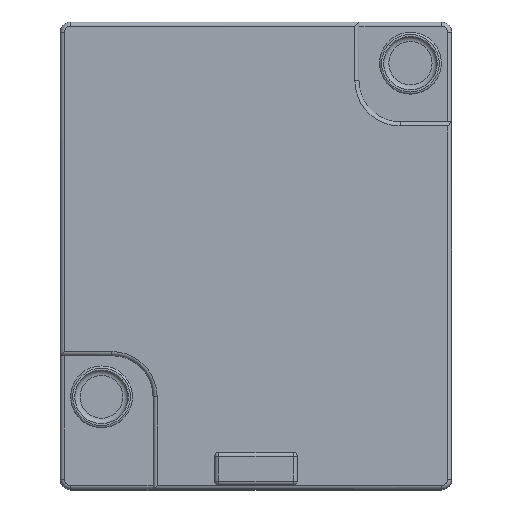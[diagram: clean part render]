
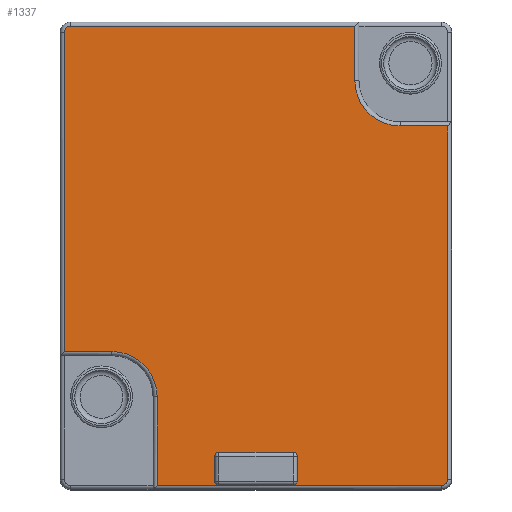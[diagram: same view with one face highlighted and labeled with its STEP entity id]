
A CAD part, top view. The second image highlights one B-rep face of the part: STEP entity #1337.
In plain terms, the highlighted planar face has unit normal (0, 0, 1).
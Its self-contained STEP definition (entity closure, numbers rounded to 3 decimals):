
#1079 = VERTEX_POINT('',#1080);
#1080 = CARTESIAN_POINT('',(-4.5,4.75,7.));
#1089 = VERTEX_POINT('',#1090);
#1090 = CARTESIAN_POINT('',(2.4,4.75,7.));
#1097 = EDGE_CURVE('',#1079,#1089,#1098,.T.);
#1098 = LINE('',#1099,#1100);
#1099 = CARTESIAN_POINT('',(-4.5,4.75,7.));
#1100 = VECTOR('',#1101,1.);
#1101 = DIRECTION('',(1.,0.,0.));
#1244 = VERTEX_POINT('',#1245);
#1245 = CARTESIAN_POINT('',(-4.65,4.6,7.));
#1252 = EDGE_CURVE('',#1244,#1079,#1253,.T.);
#1253 = CIRCLE('',#1254,0.15);
#1254 = AXIS2_PLACEMENT_3D('',#1255,#1256,#1257);
#1255 = CARTESIAN_POINT('',(-4.5,4.6,7.));
#1256 = DIRECTION('',(0.,0.,-1.));
#1257 = DIRECTION('',(-1.,0.,0.));
#1337 = ADVANCED_FACE('',(#1338),#1423,.F.);
#1338 = FACE_BOUND('',#1339,.F.);
#1339 = EDGE_LOOP('',(#1340,#1350,#1359,#1367,#1375,#1384,#1392,#1398,
    #1399,#1400,#1408,#1417));
#1340 = ORIENTED_EDGE('',*,*,#1341,.T.);
#1341 = EDGE_CURVE('',#1342,#1344,#1346,.T.);
#1342 = VERTEX_POINT('',#1343);
#1343 = CARTESIAN_POINT('',(4.65,2.325,7.));
#1344 = VERTEX_POINT('',#1345);
#1345 = CARTESIAN_POINT('',(4.65,-6.25,7.));
#1346 = LINE('',#1347,#1348);
#1347 = CARTESIAN_POINT('',(4.65,2.425,7.));
#1348 = VECTOR('',#1349,1.);
#1349 = DIRECTION('',(0.,-1.,0.));
#1350 = ORIENTED_EDGE('',*,*,#1351,.T.);
#1351 = EDGE_CURVE('',#1344,#1352,#1354,.T.);
#1352 = VERTEX_POINT('',#1353);
#1353 = CARTESIAN_POINT('',(4.5,-6.4,7.));
#1354 = CIRCLE('',#1355,0.15);
#1355 = AXIS2_PLACEMENT_3D('',#1356,#1357,#1358);
#1356 = CARTESIAN_POINT('',(4.5,-6.25,7.));
#1357 = DIRECTION('',(0.,0.,-1.));
#1358 = DIRECTION('',(1.,0.,0.));
#1359 = ORIENTED_EDGE('',*,*,#1360,.T.);
#1360 = EDGE_CURVE('',#1352,#1361,#1363,.T.);
#1361 = VERTEX_POINT('',#1362);
#1362 = CARTESIAN_POINT('',(-2.4,-6.4,7.));
#1363 = LINE('',#1364,#1365);
#1364 = CARTESIAN_POINT('',(4.5,-6.4,7.));
#1365 = VECTOR('',#1366,1.);
#1366 = DIRECTION('',(-1.,0.,0.));
#1367 = ORIENTED_EDGE('',*,*,#1368,.T.);
#1368 = EDGE_CURVE('',#1361,#1369,#1371,.T.);
#1369 = VERTEX_POINT('',#1370);
#1370 = CARTESIAN_POINT('',(-2.4,-4.25,7.));
#1371 = LINE('',#1372,#1373);
#1372 = CARTESIAN_POINT('',(-2.4,-6.5,7.));
#1373 = VECTOR('',#1374,1.);
#1374 = DIRECTION('',(0.,1.,0.));
#1375 = ORIENTED_EDGE('',*,*,#1376,.T.);
#1376 = EDGE_CURVE('',#1369,#1377,#1379,.T.);
#1377 = VERTEX_POINT('',#1378);
#1378 = CARTESIAN_POINT('',(-3.5,-3.15,7.));
#1379 = CIRCLE('',#1380,1.1);
#1380 = AXIS2_PLACEMENT_3D('',#1381,#1382,#1383);
#1381 = CARTESIAN_POINT('',(-3.5,-4.25,7.));
#1382 = DIRECTION('',(0.,0.,1.));
#1383 = DIRECTION('',(1.,0.,-0.));
#1384 = ORIENTED_EDGE('',*,*,#1385,.T.);
#1385 = EDGE_CURVE('',#1377,#1386,#1388,.T.);
#1386 = VERTEX_POINT('',#1387);
#1387 = CARTESIAN_POINT('',(-4.65,-3.15,7.));
#1388 = LINE('',#1389,#1390);
#1389 = CARTESIAN_POINT('',(-3.5,-3.15,7.));
#1390 = VECTOR('',#1391,1.);
#1391 = DIRECTION('',(-1.,0.,0.));
#1392 = ORIENTED_EDGE('',*,*,#1393,.T.);
#1393 = EDGE_CURVE('',#1386,#1244,#1394,.T.);
#1394 = LINE('',#1395,#1396);
#1395 = CARTESIAN_POINT('',(-4.65,-3.25,7.));
#1396 = VECTOR('',#1397,1.);
#1397 = DIRECTION('',(0.,1.,0.));
#1398 = ORIENTED_EDGE('',*,*,#1252,.T.);
#1399 = ORIENTED_EDGE('',*,*,#1097,.T.);
#1400 = ORIENTED_EDGE('',*,*,#1401,.T.);
#1401 = EDGE_CURVE('',#1089,#1402,#1404,.T.);
#1402 = VERTEX_POINT('',#1403);
#1403 = CARTESIAN_POINT('',(2.4,3.425,7.));
#1404 = LINE('',#1405,#1406);
#1405 = CARTESIAN_POINT('',(2.4,4.85,7.));
#1406 = VECTOR('',#1407,1.);
#1407 = DIRECTION('',(0.,-1.,0.));
#1408 = ORIENTED_EDGE('',*,*,#1409,.T.);
#1409 = EDGE_CURVE('',#1402,#1410,#1412,.T.);
#1410 = VERTEX_POINT('',#1411);
#1411 = CARTESIAN_POINT('',(3.5,2.325,7.));
#1412 = CIRCLE('',#1413,1.1);
#1413 = AXIS2_PLACEMENT_3D('',#1414,#1415,#1416);
#1414 = CARTESIAN_POINT('',(3.5,3.425,7.));
#1415 = DIRECTION('',(0.,0.,1.));
#1416 = DIRECTION('',(-1.,0.,0.));
#1417 = ORIENTED_EDGE('',*,*,#1418,.T.);
#1418 = EDGE_CURVE('',#1410,#1342,#1419,.T.);
#1419 = LINE('',#1420,#1421);
#1420 = CARTESIAN_POINT('',(3.5,2.325,7.));
#1421 = VECTOR('',#1422,1.);
#1422 = DIRECTION('',(1.,0.,0.));
#1423 = PLANE('',#1424);
#1424 = AXIS2_PLACEMENT_3D('',#1425,#1426,#1427);
#1425 = CARTESIAN_POINT('',(0.,-0.825,7.));
#1426 = DIRECTION('',(-0.,-0.,-1.));
#1427 = DIRECTION('',(-1.,0.,0.));
